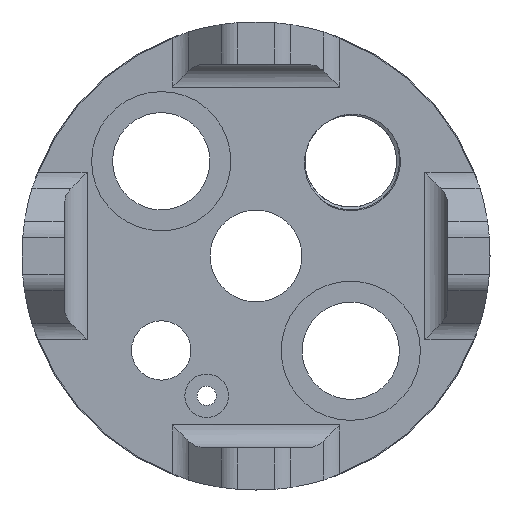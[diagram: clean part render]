
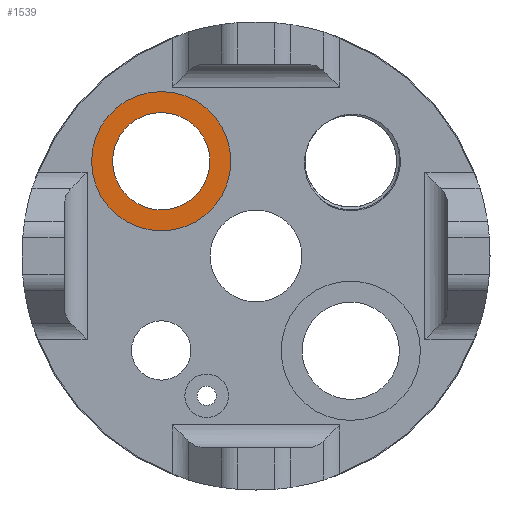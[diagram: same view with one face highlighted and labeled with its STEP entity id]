
A CAD part, front view. The second image highlights one B-rep face of the part: STEP entity #1539.
In plain terms, the highlighted planar face has unit normal (0, -1, 0).
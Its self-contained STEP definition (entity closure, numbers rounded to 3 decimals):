
#54=FACE_BOUND('',#209,.T.);
#79=PLANE('',#1642);
#116=FACE_OUTER_BOUND('',#208,.T.);
#208=EDGE_LOOP('',(#1033));
#209=EDGE_LOOP('',(#1034));
#386=CIRCLE('',#1641,15.18);
#387=CIRCLE('',#1643,10.6);
#627=VERTEX_POINT('',#2861);
#628=VERTEX_POINT('',#2865);
#791=EDGE_CURVE('',#627,#627,#386,.T.);
#792=EDGE_CURVE('',#628,#628,#387,.T.);
#1033=ORIENTED_EDGE('',*,*,#791,.F.);
#1034=ORIENTED_EDGE('',*,*,#792,.F.);
#1539=ADVANCED_FACE('',(#116,#54),#79,.T.);
#1641=AXIS2_PLACEMENT_3D('',#2863,#1844,#1845);
#1642=AXIS2_PLACEMENT_3D('',#2864,#1846,#1847);
#1643=AXIS2_PLACEMENT_3D('',#2866,#1848,#1849);
#1844=DIRECTION('center_axis',(0.,1.,0.));
#1845=DIRECTION('ref_axis',(1.,0.,0.));
#1846=DIRECTION('center_axis',(0.,-1.,0.));
#1847=DIRECTION('ref_axis',(1.,0.,0.));
#1848=DIRECTION('center_axis',(0.,-1.,0.));
#1849=DIRECTION('ref_axis',(1.,0.,0.));
#2861=CARTESIAN_POINT('',(-20.837,-20.5,35.657));
#2863=CARTESIAN_POINT('Origin',(-5.657,-20.5,35.657));
#2864=CARTESIAN_POINT('Origin',(-5.657,-20.5,35.657));
#2865=CARTESIAN_POINT('',(-16.257,-20.5,35.657));
#2866=CARTESIAN_POINT('Origin',(-5.657,-20.5,35.657));
